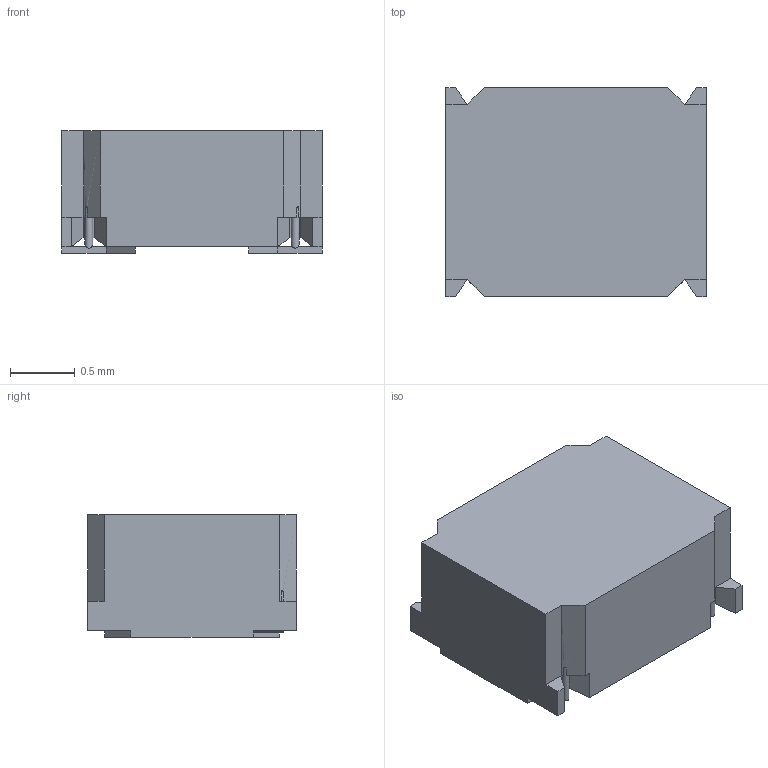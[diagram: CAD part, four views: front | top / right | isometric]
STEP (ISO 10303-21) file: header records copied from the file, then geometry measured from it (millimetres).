
FILE_DESCRIPTION (( 'STEP AP214' ), '1' );
FILE_NAME ('IFSC-0806AZ-01.STEP', '2014-06-27T15:06:13', ( '' ), ( '' ), 'SwSTEP 2.0', 'SolidWorks 2014', '' );
FILE_SCHEMA (( 'AUTOMOTIVE_DESIGN' ));
Length unit declared in the file: inch
Products named in the file (1): IFSC-0806AZ-01
Bounding box: 2.02 x 1.62 x 0.95 mm (x, y, z)
Volume: 2.9 mm3; surface area: 14.6 mm2
Topology: 1 solids, 1 shells, 72 faces, 206 edges, 128 vertices
Faces by surface type: plane 64, cylinder 8
Entity records: 3274 total; most frequent: CARTESIAN_POINT 437, ORIENTED_EDGE 412, DIRECTION 356, EDGE_CURVE 206, VECTOR 182, LINE 182, VERTEX_POINT 128, AXIS2_PLACEMENT_3D 87
